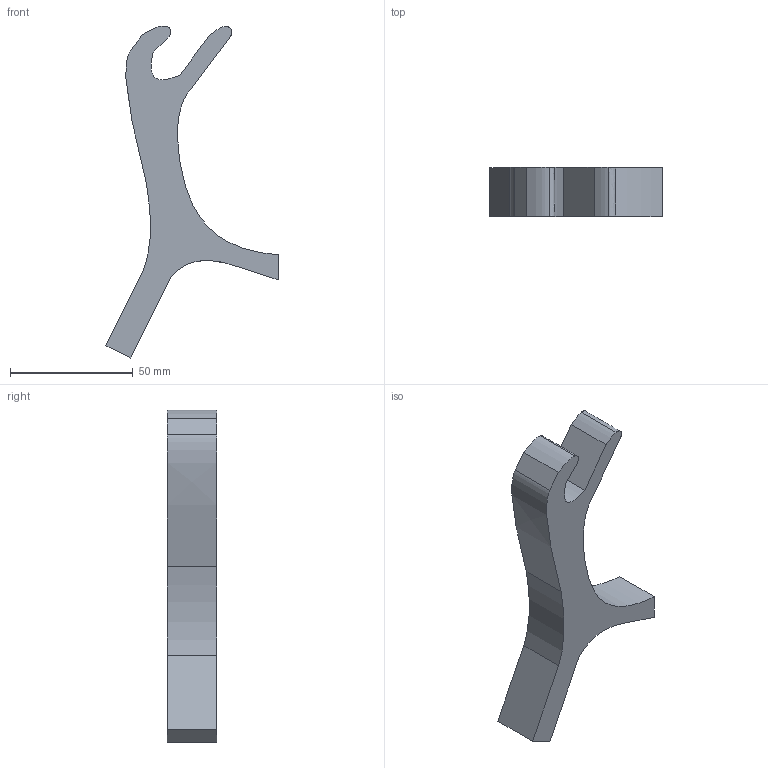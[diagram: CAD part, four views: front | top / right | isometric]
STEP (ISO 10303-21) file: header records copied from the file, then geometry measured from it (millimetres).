
FILE_DESCRIPTION(/* description */ (''),/* implementation_level */ '2;1');
FILE_NAME(/* name */ 'panHolder.step',/* time_stamp */ '2025-01-19T23:50:44-06:00',/* author */ (''),/* organization */ (''),/* preprocessor_version */ 'ST-DEVELOPER v20',/* originating_system */ 'Autodesk Translation Framework v13.14.0.145',/* authorisation */ '');
FILE_SCHEMA (('AUTOMOTIVE_DESIGN { 1 0 10303 214 3 1 1 }'));
Length unit declared in the file: millimetre
Products named in the file (1): (Unsaved)
Bounding box: 70 x 20 x 135.01 mm (x, y, z)
Volume: 52213.8 mm3; surface area: 13950.1 mm2
Topology: 1 solids, 1 shells, 21 faces, 57 edges, 38 vertices
Faces by surface type: plane 12, bspline 9
Entity records: 1119 total; most frequent: CARTESIAN_POINT 644, ORIENTED_EDGE 114, DIRECTION 61, EDGE_CURVE 57, VERTEX_POINT 38, LINE 35, VECTOR 35, FACE_OUTER_BOUND 21
